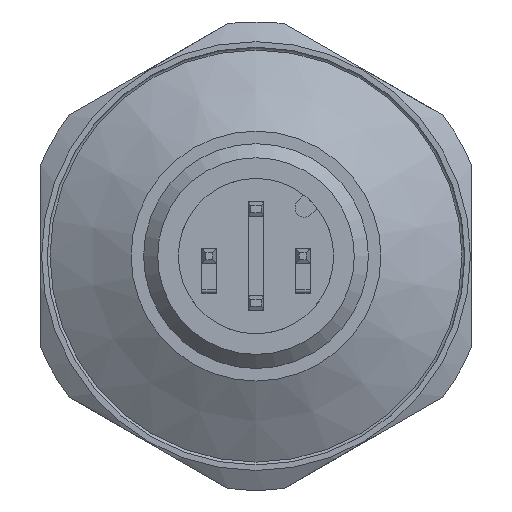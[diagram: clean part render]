
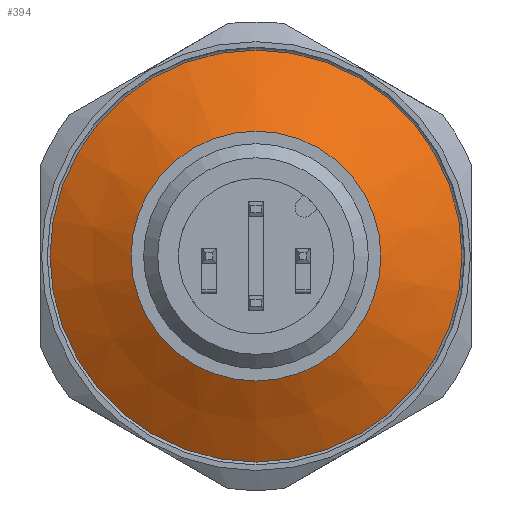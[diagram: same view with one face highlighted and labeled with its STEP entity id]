
A CAD part, front view. The second image highlights one B-rep face of the part: STEP entity #394.
In plain terms, the highlighted conical face has half-angle 60 degrees and reference radius 6.67 mm.
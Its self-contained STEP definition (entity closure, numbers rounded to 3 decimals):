
#394 = ADVANCED_FACE( '', ( #829, #830 ), #831, .T. );
#829 = FACE_OUTER_BOUND( '', #1268, .T. );
#830 = FACE_BOUND( '', #1269, .T. );
#831 = CONICAL_SURFACE( '', #1270, 6.67, 1.047 );
#1268 = EDGE_LOOP( '', ( #2330 ) );
#1269 = EDGE_LOOP( '', ( #2331 ) );
#1270 = AXIS2_PLACEMENT_3D( '', #2332, #2333, #2334 );
#2330 = ORIENTED_EDGE( '', *, *, #2701, .F. );
#2331 = ORIENTED_EDGE( '', *, *, #2470, .T. );
#2332 = CARTESIAN_POINT( '', ( 0., -84.5, 0. ) );
#2333 = DIRECTION( '', ( 0., 1., 0. ) );
#2334 = DIRECTION( '', ( 0., 0., 1. ) );
#2470 = EDGE_CURVE( '', #2939, #2939, #2940, .T. );
#2701 = EDGE_CURVE( '', #3309, #3309, #3310, .T. );
#2939 = VERTEX_POINT( '', #3605 );
#2940 = CIRCLE( '', #3606, 6.67 );
#3309 = VERTEX_POINT( '', #4221 );
#3310 = CIRCLE( '', #4222, 11. );
#3605 = CARTESIAN_POINT( '', ( 0., -84.5, 6.67 ) );
#3606 = AXIS2_PLACEMENT_3D( '', #4498, #4499, #4500 );
#4221 = CARTESIAN_POINT( '', ( 0., -82., 11. ) );
#4222 = AXIS2_PLACEMENT_3D( '', #4786, #4787, #4788 );
#4498 = CARTESIAN_POINT( '', ( 0., -84.5, 0. ) );
#4499 = DIRECTION( '', ( 0., 1., 0. ) );
#4500 = DIRECTION( '', ( 0., 0., 1. ) );
#4786 = CARTESIAN_POINT( '', ( 0., -82., 0. ) );
#4787 = DIRECTION( '', ( 0., 1., 0. ) );
#4788 = DIRECTION( '', ( 0., 0., 1. ) );
